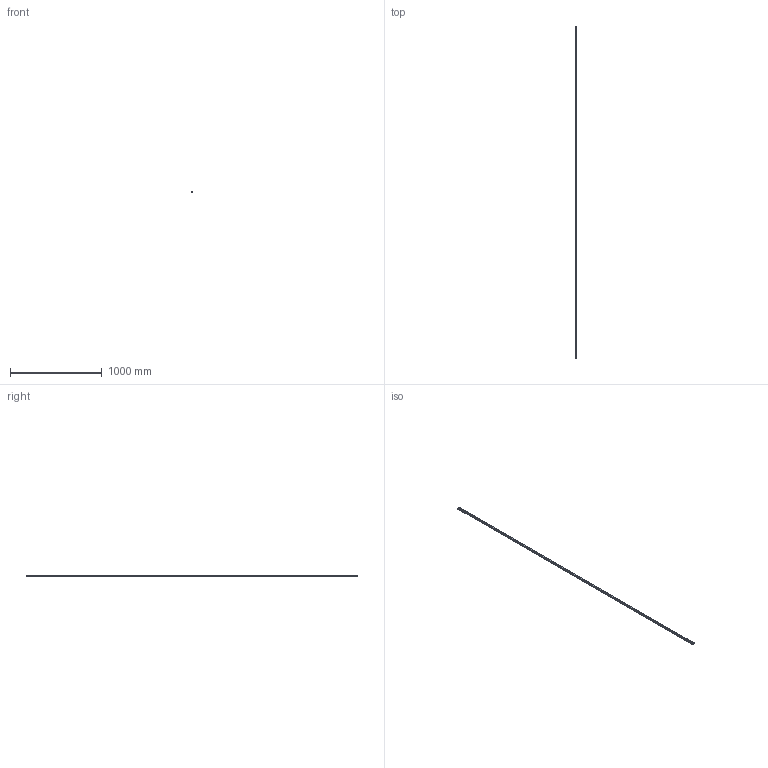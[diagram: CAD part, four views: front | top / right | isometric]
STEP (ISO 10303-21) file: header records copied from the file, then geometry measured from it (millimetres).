
FILE_DESCRIPTION(('STEP AP214'),'1');
FILE_NAME('cctmp_8E85E4DE-E215-4DDF-8214-6CFF00E6BB3C_2020_5_18_11_31_0_278..stp','2020-05-18T09:31:00',('HIWIN GmbH'),('CADClick - www.CADClick.com'),'Spatial InterOp 3D',' ','unknown authorization');
FILE_SCHEMA(('AUTOMOTIVE_DESIGN'));
Length unit declared in the file: millimetre
Products named in the file (1): HGR20R3620H_FILE
Bounding box: 20 x 3620 x 17.5 mm (x, y, z)
Volume: 1034391.3 mm3; surface area: 307160.9 mm2
Topology: 1 solids, 1 shells, 656 faces, 1401 edges, 934 vertices
Faces by surface type: cylinder 388, plane 268
Entity records: 23353 total; most frequent: DIRECTION 3491, CARTESIAN_POINT 2992, ORIENTED_EDGE 2802, AXIS2_PLACEMENT_3D 1433, EDGE_CURVE 1401, VERTEX_POINT 934, EDGE_LOOP 843, CIRCLE 776
